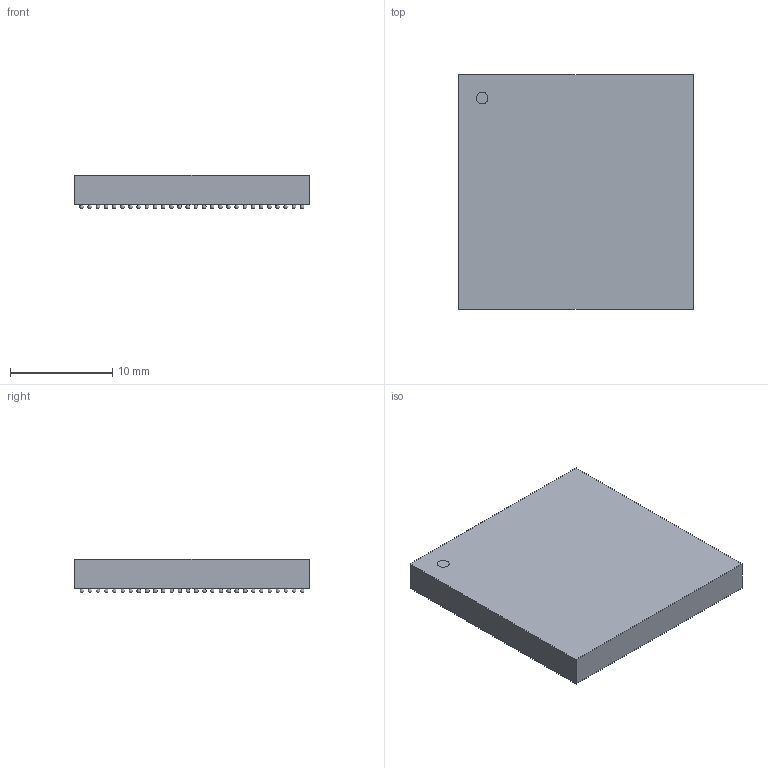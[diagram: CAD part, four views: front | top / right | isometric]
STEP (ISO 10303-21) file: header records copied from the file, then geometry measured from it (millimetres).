
FILE_DESCRIPTION(('STEP AP214'),'1');
FILE_NAME('SFVC784_XIL','2025-11-26T06:29:44',(''),(''),'','','');
FILE_SCHEMA(('AUTOMOTIVE_DESIGN'));
Length unit declared in the file: millimetre
Products named in the file (1): product
Bounding box: 23 x 23 x 3.32 mm (x, y, z)
Volume: 1571.5 mm3; surface area: 1722.9 mm2
Topology: 786 solids, 786 shells, 793 faces, 2367 edges, 1578 vertices
Faces by surface type: sphere 784, plane 8, cylinder 1
Full cylindrical faces by diameter (mm): 1.15 x1
Entity records: 7429 total; most frequent: DIRECTION 1606, CARTESIAN_POINT 807, AXIS2_PLACEMENT_3D 797, STYLED_ITEM 793, ADVANCED_FACE 793, MANIFOLD_SOLID_BREP 786, CLOSED_SHELL 786, SPHERICAL_SURFACE 784
